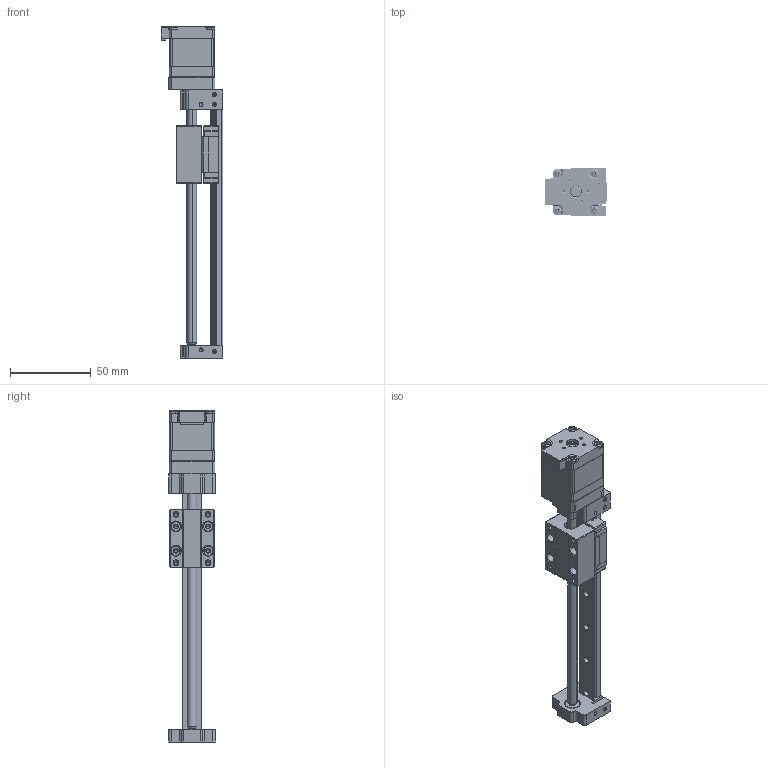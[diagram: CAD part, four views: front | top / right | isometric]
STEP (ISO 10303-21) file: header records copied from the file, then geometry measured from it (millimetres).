
FILE_DESCRIPTION (( 'STEP AP203' ), '1' );
FILE_NAME ('MS28-3D10T-LAE1-90-0.STEP', '2020-12-29T06:03:51', ( 'qwe' ), ( '' ), 'SwSTEP 2.0', 'SolidWorks 2014', '' );
FILE_SCHEMA (( 'CONFIG_CONTROL_DESIGN' ));
Length unit declared in the file: millimetre
Products named in the file (1): MS28-3D10T-LAE1-90-0
Bounding box: 38.2 x 29 x 205.6 mm (x, y, z)
Volume: 71513.9 mm3; surface area: 48411.5 mm2
Topology: 25 solids, 27 shells, 1749 faces, 4546 edges, 2896 vertices
Faces by surface type: cylinder 788, plane 685, cone 216, torus 40, bspline 12, sphere 8
Entity records: 72123 total; most frequent: CARTESIAN_POINT 30520, ORIENTED_EDGE 8996, DIRECTION 8420, EDGE_CURVE 4498, AXIS2_PLACEMENT_3D 2998, VERTEX_POINT 2896, VECTOR 2424, LINE 2424
